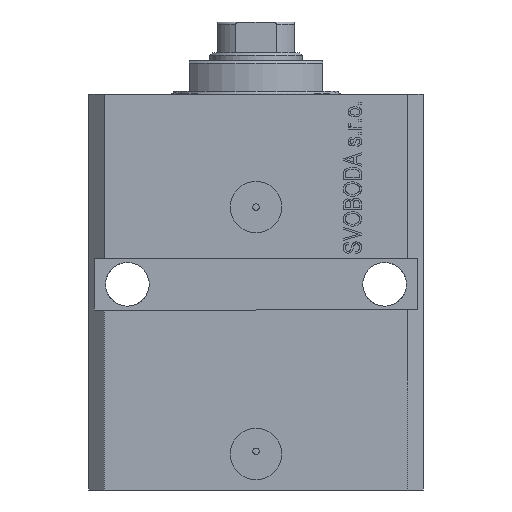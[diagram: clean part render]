
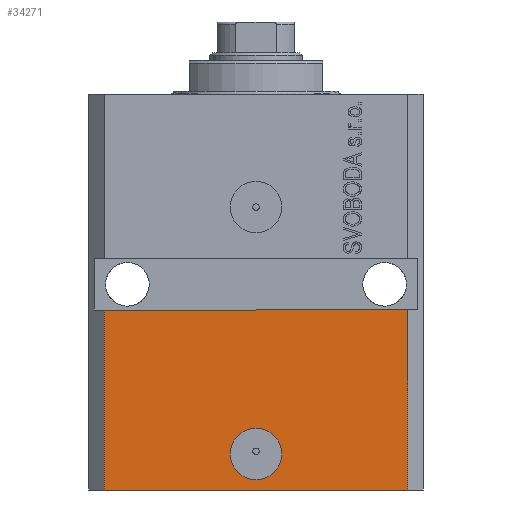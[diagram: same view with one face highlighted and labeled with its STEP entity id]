
A CAD part, front view. The second image highlights one B-rep face of the part: STEP entity #34271.
In plain terms, the highlighted planar face has unit normal (0, -1, 0).
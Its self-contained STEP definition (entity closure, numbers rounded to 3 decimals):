
#393 = CARTESIAN_POINT ( 'NONE',  ( 5., -22.5, -70. ) ) ;
#471 = LINE ( 'NONE', #26974, #37262 ) ;
#486 = CARTESIAN_POINT ( 'NONE',  ( 0., -22.5, -70. ) ) ;
#720 = DIRECTION ( 'NONE',  ( 0., -1., 0. ) ) ;
#1667 = ORIENTED_EDGE ( 'NONE', *, *, #24848, .F. ) ;
#1828 = CARTESIAN_POINT ( 'NONE',  ( -5., -22.5, -70. ) ) ;
#2902 = CARTESIAN_POINT ( 'NONE',  ( 29.5, -22.5, -42. ) ) ;
#4897 = CARTESIAN_POINT ( 'NONE',  ( 29.5, -22.5, -77. ) ) ;
#6538 = DIRECTION ( 'NONE',  ( 0., 0., 1. ) ) ;
#6658 = VERTEX_POINT ( 'NONE', #46633 ) ;
#6915 = FACE_OUTER_BOUND ( 'NONE', #21537, .T. ) ;
#8127 = DIRECTION ( 'NONE',  ( 1., 0., 0. ) ) ;
#9621 = CARTESIAN_POINT ( 'NONE',  ( 0., -22.5, -70. ) ) ;
#10120 = CARTESIAN_POINT ( 'NONE',  ( -29.5, -22.5, -77. ) ) ;
#11173 = AXIS2_PLACEMENT_3D ( 'NONE', #24613, #13609, #46757 ) ;
#11325 = EDGE_CURVE ( 'NONE', #27789, #19498, #28006, .T. ) ;
#13609 = DIRECTION ( 'NONE',  ( 0., -1., 0. ) ) ;
#14563 = VECTOR ( 'NONE', #37316, 1000. ) ;
#17414 = ORIENTED_EDGE ( 'NONE', *, *, #38777, .T. ) ;
#17553 = AXIS2_PLACEMENT_3D ( 'NONE', #486, #720, #8127 ) ;
#18315 = CIRCLE ( 'NONE', #17553, 5. ) ;
#19498 = VERTEX_POINT ( 'NONE', #1828 ) ;
#21537 = EDGE_LOOP ( 'NONE', ( #1667, #42164, #17414, #45885 ) ) ;
#22215 = CARTESIAN_POINT ( 'NONE',  ( -29.5, -22.5, -42. ) ) ;
#22852 = VECTOR ( 'NONE', #6538, 1000. ) ;
#24462 = DIRECTION ( 'NONE',  ( 0., -1., 0. ) ) ;
#24512 = LINE ( 'NONE', #28546, #31702 ) ;
#24613 = CARTESIAN_POINT ( 'NONE',  ( -29.5, -22.5, -77. ) ) ;
#24848 = EDGE_CURVE ( 'NONE', #34423, #39501, #44933, .T. ) ;
#26974 = CARTESIAN_POINT ( 'NONE',  ( -29.5, -22.5, -77. ) ) ;
#27035 = ORIENTED_EDGE ( 'NONE', *, *, #42319, .F. ) ;
#27789 = VERTEX_POINT ( 'NONE', #393 ) ;
#28006 = CIRCLE ( 'NONE', #35578, 5. ) ;
#28055 = EDGE_CURVE ( 'NONE', #37157, #39501, #24512, .T. ) ;
#28546 = CARTESIAN_POINT ( 'NONE',  ( 29.5, -22.5, -77. ) ) ;
#29941 = CARTESIAN_POINT ( 'NONE',  ( -32.5, -22.5, -42. ) ) ;
#31702 = VECTOR ( 'NONE', #38553, 1000. ) ;
#32242 = FACE_BOUND ( 'NONE', #42803, .T. ) ;
#34271 = ADVANCED_FACE ( 'NONE', ( #32242, #6915 ), #46518, .T. ) ;
#34423 = VERTEX_POINT ( 'NONE', #22215 ) ;
#35578 = AXIS2_PLACEMENT_3D ( 'NONE', #9621, #24462, #45652 ) ;
#37131 = ORIENTED_EDGE ( 'NONE', *, *, #11325, .F. ) ;
#37157 = VERTEX_POINT ( 'NONE', #4897 ) ;
#37262 = VECTOR ( 'NONE', #44840, 1000. ) ;
#37316 = DIRECTION ( 'NONE',  ( 1., 0., 0. ) ) ;
#38553 = DIRECTION ( 'NONE',  ( 0., 0., 1. ) ) ;
#38777 = EDGE_CURVE ( 'NONE', #6658, #37157, #471, .T. ) ;
#39501 = VERTEX_POINT ( 'NONE', #2902 ) ;
#40465 = EDGE_CURVE ( 'NONE', #6658, #34423, #42819, .T. ) ;
#42164 = ORIENTED_EDGE ( 'NONE', *, *, #40465, .F. ) ;
#42319 = EDGE_CURVE ( 'NONE', #19498, #27789, #18315, .T. ) ;
#42803 = EDGE_LOOP ( 'NONE', ( #37131, #27035 ) ) ;
#42819 = LINE ( 'NONE', #10120, #22852 ) ;
#44840 = DIRECTION ( 'NONE',  ( 1., 0., 0. ) ) ;
#44933 = LINE ( 'NONE', #29941, #14563 ) ;
#45652 = DIRECTION ( 'NONE',  ( 1., 0., 0. ) ) ;
#45885 = ORIENTED_EDGE ( 'NONE', *, *, #28055, .T. ) ;
#46518 = PLANE ( 'NONE',  #11173 ) ;
#46633 = CARTESIAN_POINT ( 'NONE',  ( -29.5, -22.5, -77. ) ) ;
#46757 = DIRECTION ( 'NONE',  ( 1., 0., 0. ) ) ;
